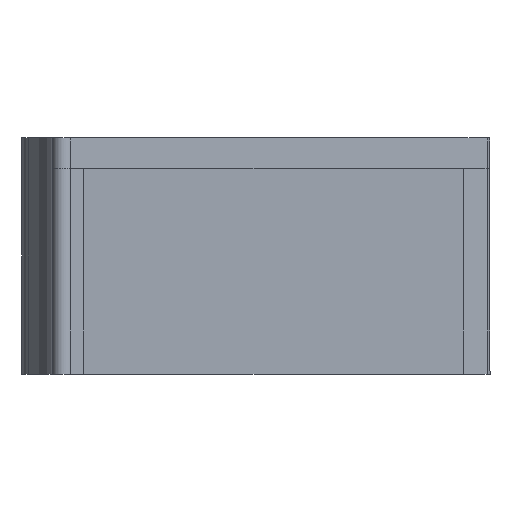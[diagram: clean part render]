
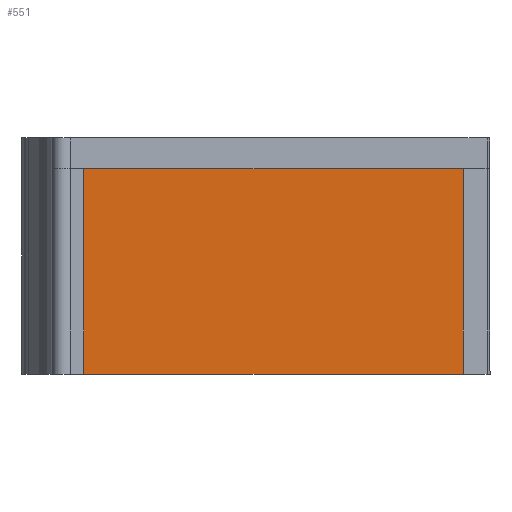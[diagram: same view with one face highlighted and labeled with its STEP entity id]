
A CAD part, left-side view. The second image highlights one B-rep face of the part: STEP entity #551.
In plain terms, the highlighted planar face has unit normal (-1, 0, 0).
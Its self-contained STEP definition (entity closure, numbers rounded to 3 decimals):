
#84 = VERTEX_POINT('',#85);
#85 = CARTESIAN_POINT('',(-3.,-3.,0.));
#91 = EDGE_CURVE('',#92,#84,#94,.T.);
#92 = VERTEX_POINT('',#93);
#93 = CARTESIAN_POINT('',(-3.,-40.,0.));
#94 = LINE('',#95,#96);
#95 = CARTESIAN_POINT('',(-3.,-40.,0.));
#96 = VECTOR('',#97,1.);
#97 = DIRECTION('',(0.,1.,0.));
#507 = EDGE_CURVE('',#84,#508,#510,.T.);
#508 = VERTEX_POINT('',#509);
#509 = CARTESIAN_POINT('',(-3.,-3.,20.));
#510 = LINE('',#511,#512);
#511 = CARTESIAN_POINT('',(-3.,-3.,0.));
#512 = VECTOR('',#513,1.);
#513 = DIRECTION('',(0.,0.,1.));
#534 = VERTEX_POINT('',#535);
#535 = CARTESIAN_POINT('',(-3.,-40.,20.));
#541 = EDGE_CURVE('',#92,#534,#542,.T.);
#542 = LINE('',#543,#544);
#543 = CARTESIAN_POINT('',(-3.,-40.,0.));
#544 = VECTOR('',#545,1.);
#545 = DIRECTION('',(0.,0.,1.));
#551 = ADVANCED_FACE('',(#552),#563,.T.);
#552 = FACE_BOUND('',#553,.T.);
#553 = EDGE_LOOP('',(#554,#555,#561,#562));
#554 = ORIENTED_EDGE('',*,*,#541,.T.);
#555 = ORIENTED_EDGE('',*,*,#556,.T.);
#556 = EDGE_CURVE('',#534,#508,#557,.T.);
#557 = LINE('',#558,#559);
#558 = CARTESIAN_POINT('',(-3.,-40.,20.));
#559 = VECTOR('',#560,1.);
#560 = DIRECTION('',(0.,1.,0.));
#561 = ORIENTED_EDGE('',*,*,#507,.F.);
#562 = ORIENTED_EDGE('',*,*,#91,.F.);
#563 = PLANE('',#564);
#564 = AXIS2_PLACEMENT_3D('',#565,#566,#567);
#565 = CARTESIAN_POINT('',(-3.,-40.,0.));
#566 = DIRECTION('',(-1.,0.,0.));
#567 = DIRECTION('',(0.,1.,0.));
